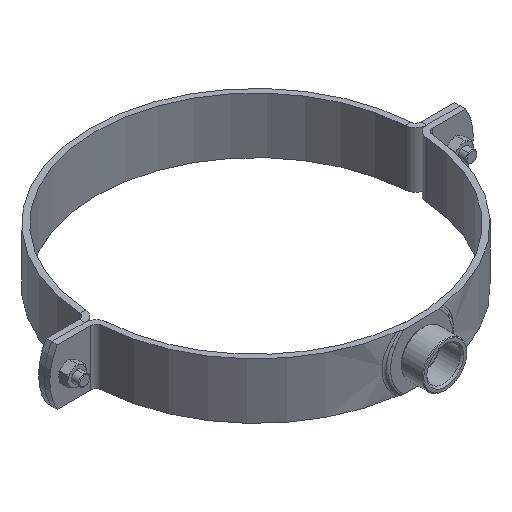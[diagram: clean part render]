
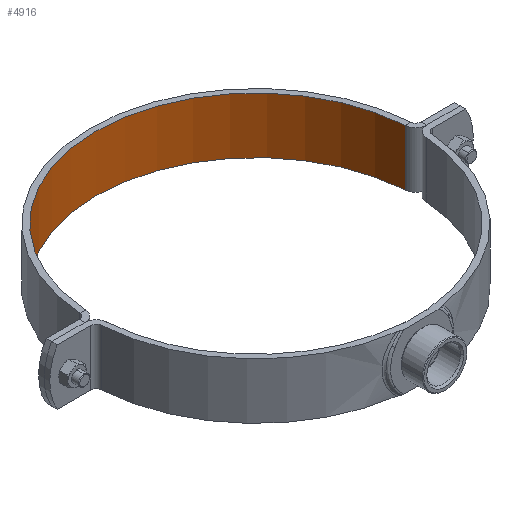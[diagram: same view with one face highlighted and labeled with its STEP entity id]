
A CAD part, isometric view. The second image highlights one B-rep face of the part: STEP entity #4916.
In plain terms, the highlighted cylindrical face has radius 114.5 mm (diameter 229 mm), a partial arc.
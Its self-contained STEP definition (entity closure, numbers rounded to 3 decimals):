
#172 = EDGE_CURVE ( 'NONE', #5023, #2030, #4900, .T. ) ;
#609 = EDGE_CURVE ( 'NONE', #4122, #3411, #5183, .T. ) ;
#1048 = CIRCLE ( 'NONE', #3795, 114.5 ) ;
#1104 = CARTESIAN_POINT ( 'NONE',  ( 0., 0., 20. ) ) ;
#1122 = DIRECTION ( 'NONE',  ( 0., 0., -1. ) ) ;
#1223 = DIRECTION ( 'NONE',  ( 0., 0., -1. ) ) ;
#1414 = VECTOR ( 'NONE', #1122, 1000. ) ;
#1422 = DIRECTION ( 'NONE',  ( 0., 0., -1. ) ) ;
#1446 = DIRECTION ( 'NONE',  ( 0., 0., 1. ) ) ;
#1704 = FACE_OUTER_BOUND ( 'NONE', #2608, .T. ) ;
#1762 = EDGE_CURVE ( 'NONE', #2030, #3411, #2967, .T. ) ;
#1942 = VECTOR ( 'NONE', #1422, 1000. ) ;
#1963 = ORIENTED_EDGE ( 'NONE', *, *, #172, .F. ) ;
#2030 = VERTEX_POINT ( 'NONE', #3190 ) ;
#2608 = EDGE_LOOP ( 'NONE', ( #4649, #1963, #5038, #4035 ) ) ;
#2967 = CIRCLE ( 'NONE', #2970, 114.5 ) ;
#2970 = AXIS2_PLACEMENT_3D ( 'NONE', #5650, #1446, #3423 ) ;
#3067 = DIRECTION ( 'NONE',  ( 0., 0., 1. ) ) ;
#3085 = CARTESIAN_POINT ( 'NONE',  ( -114.256, -7.478, 20. ) ) ;
#3190 = CARTESIAN_POINT ( 'NONE',  ( -114.256, -7.478, -20. ) ) ;
#3198 = DIRECTION ( 'NONE',  ( -1., 0., 0. ) ) ;
#3398 = CARTESIAN_POINT ( 'NONE',  ( 114.256, -7.478, 20. ) ) ;
#3411 = VERTEX_POINT ( 'NONE', #4337 ) ;
#3423 = DIRECTION ( 'NONE',  ( 1., 0., 0. ) ) ;
#3652 = CYLINDRICAL_SURFACE ( 'NONE', #5190, 114.5 ) ;
#3795 = AXIS2_PLACEMENT_3D ( 'NONE', #1104, #3067, #4879 ) ;
#4035 = ORIENTED_EDGE ( 'NONE', *, *, #609, .T. ) ;
#4122 = VERTEX_POINT ( 'NONE', #4781 ) ;
#4337 = CARTESIAN_POINT ( 'NONE',  ( 114.256, -7.478, -20. ) ) ;
#4649 = ORIENTED_EDGE ( 'NONE', *, *, #1762, .F. ) ;
#4781 = CARTESIAN_POINT ( 'NONE',  ( 114.256, -7.478, 20. ) ) ;
#4879 = DIRECTION ( 'NONE',  ( 1., 0., 0. ) ) ;
#4900 = LINE ( 'NONE', #3085, #1414 ) ;
#4916 = ADVANCED_FACE ( 'NONE', ( #1704 ), #3652, .F. ) ;
#5023 = VERTEX_POINT ( 'NONE', #5970 ) ;
#5038 = ORIENTED_EDGE ( 'NONE', *, *, #5903, .T. ) ;
#5183 = LINE ( 'NONE', #3398, #1942 ) ;
#5190 = AXIS2_PLACEMENT_3D ( 'NONE', #5435, #1223, #3198 ) ;
#5435 = CARTESIAN_POINT ( 'NONE',  ( 0., 0., 20. ) ) ;
#5650 = CARTESIAN_POINT ( 'NONE',  ( 0., 0., -20. ) ) ;
#5903 = EDGE_CURVE ( 'NONE', #5023, #4122, #1048, .T. ) ;
#5970 = CARTESIAN_POINT ( 'NONE',  ( -114.256, -7.478, 20. ) ) ;
